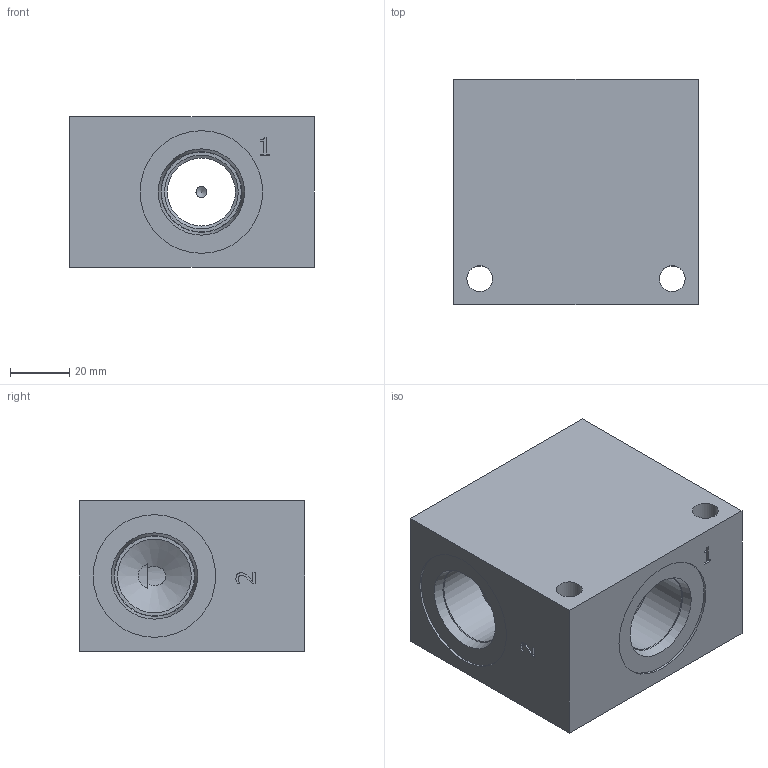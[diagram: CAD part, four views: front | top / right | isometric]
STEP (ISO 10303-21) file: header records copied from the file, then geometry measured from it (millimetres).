
FILE_DESCRIPTION(/* description */ (''),/* implementation_level */ '2;1');
FILE_NAME(/* name */ '_C162CB12S.stp',/* time_stamp */ '2020-06-01T12:30:17-04:00',/* author */ ('devonn'),/* organization */ (''),/* preprocessor_version */ 'ST-DEVELOPER v17',/* originating_system */ 'Autodesk Inventor 2019',/* authorisation */ '');
FILE_SCHEMA (('AUTOMOTIVE_DESIGN { 1 0 10303 214 3 1 1 }'));
Length unit declared in the file: millimetre
Products named in the file (1): Part_DC162CB12S.C13519R0_3D
Bounding box: 82.55 x 76.2 x 50.8 mm (x, y, z)
Volume: 243336.4 mm3; surface area: 39671.4 mm2
Topology: 2 solids, 2 shells, 405 faces, 1125 edges, 753 vertices
Faces by surface type: plane 252, bspline 125, cylinder 15, cone 13
Full cylindrical faces by diameter (mm): 8.738 x2, 23.012 x1, 24.917 x2, 26.99 x2, 27.432 x2, 28.65 x1, 31.344 x1, 33.34 x1, 41.453 x2, 48.51 x1
Entity records: 13943 total; most frequent: CARTESIAN_POINT 3956, ORIENTED_EDGE 2246, DIRECTION 1492, EDGE_CURVE 1123, LINE 804, VECTOR 804, VERTEX_POINT 753, EDGE_LOOP 444
